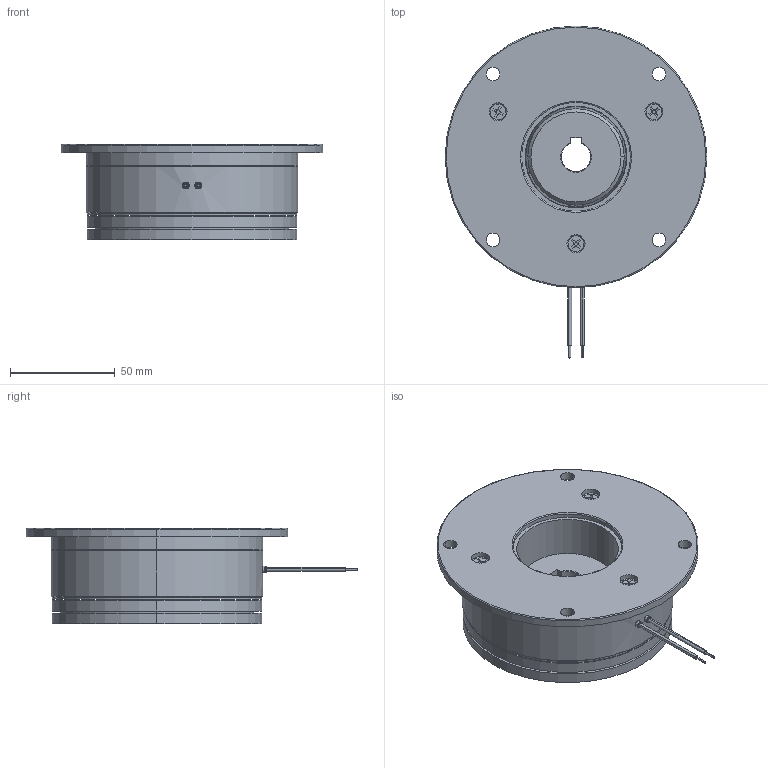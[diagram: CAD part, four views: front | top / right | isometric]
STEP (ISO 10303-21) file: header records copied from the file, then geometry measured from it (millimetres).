
FILE_DESCRIPTION (( 'STEP AP214' ), '1' );
FILE_NAME ('dr_bk_08P1-120_mu.STEP', '2021-11-12T12:58:22', ( '' ), ( '' ), 'SwSTEP 2.0', 'SolidWorks 2019', '' );
FILE_SCHEMA (( 'AUTOMOTIVE_DESIGN' ));
Length unit declared in the file: millimetre
Products named in the file (9): 10068822_000; 10068972_000; 10069030_000; 10068820_000; 10069029_000; 10069031_000; 10069028_000; dr_bk_08P1-120_mu; 10068819_000_Einbaul„nge 4,05
Assembly tree (18 placements, depth 4):
  dr_bk_08P1-120_mu
    10068972_000
    10069031_000
      10068822_000
      10069028_000
        10069029_000
        10068820_000  x3
        10069030_000
        10068819_000_Einbaul„nge 4,05  x3
      10068819_000_Einbaul„nge 4,05  x3
      10068820_000  x3
Bounding box: 125 x 158.5 x 45.45 mm (x, y, z)
Volume: 322976.3 mm3; surface area: 83601.7 mm2
Topology: 18 solids, 18 shells, 663 faces, 1671 edges, 1068 vertices
Faces by surface type: plane 190, cylinder 177, bspline 135, cone 100, torus 49, sphere 12
Entity records: 26899 total; most frequent: CARTESIAN_POINT 12178, ORIENTED_EDGE 2818, DIRECTION 2217, EDGE_CURVE 1409, VERTEX_POINT 918, AXIS2_PLACEMENT_3D 818, EDGE_LOOP 629, LINE 581
